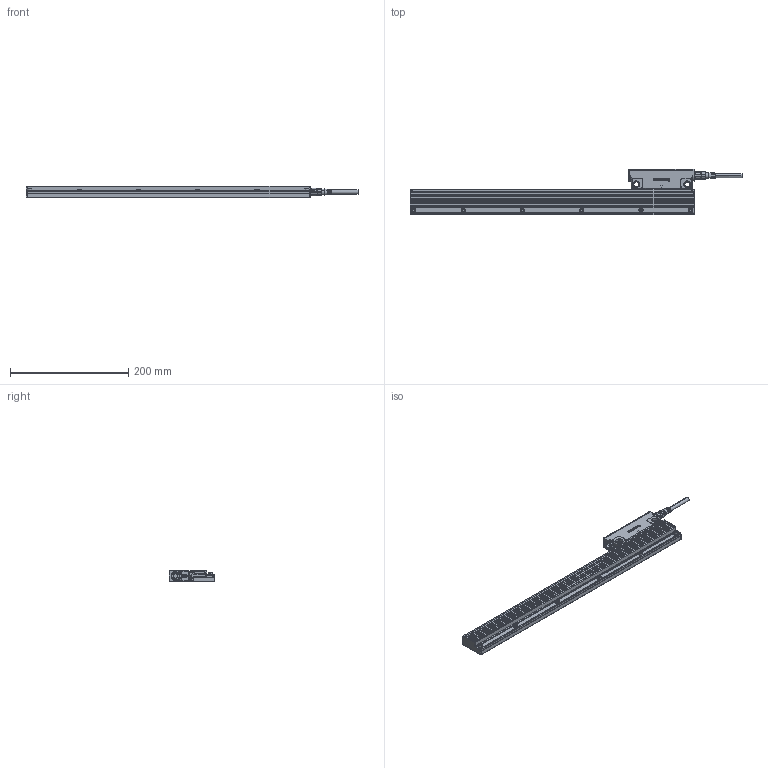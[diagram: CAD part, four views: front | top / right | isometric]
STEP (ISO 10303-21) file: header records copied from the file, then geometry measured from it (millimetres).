
FILE_DESCRIPTION(('CATIA V5 STEP','CAx-IF Rec.Pracs.--- Model Styling and Organization---1.4--- 2014-01-23'),'2;1');
FILE_NAME('SQ57-037-L.stp','2021-01-06T01:30:44+00:00',('none'),('none'),'CATIA Version 5-6 Release 2017 SP5','CATIA V5 STEP AP214','none');
FILE_SCHEMA(('AUTOMOTIVE_DESIGN { 1 0 10303 214 1 1 1 1 }'));
Products named in the file (4): SQ57-037-L; Scale base 370; Head ASSY L; Scale cover 370
Assembly tree (3 placements, depth 2):
  SQ57-037-L
    Scale base 370
    Head ASSY L
    Scale cover 370
Bounding box: 560.5 x 77.01 x 20 mm (x, y, z)
Volume: 303218.2 mm3; surface area: 193168.8 mm2
Topology: 3 solids, 36 shells, 3854 faces, 10313 edges, 6566 vertices
Faces by surface type: cone 1164, plane 1099, cylinder 861, bspline 517, torus 168, sphere 34, extrusion 11
Entity records: 139628 total; most frequent: CARTESIAN_POINT 53128, ORIENTED_EDGE 20518, DIRECTION 13138, EDGE_CURVE 10259, VERTEX_POINT 6566, AXIS2_PLACEMENT_3D 6412, VECTOR 4291, LINE 4280
